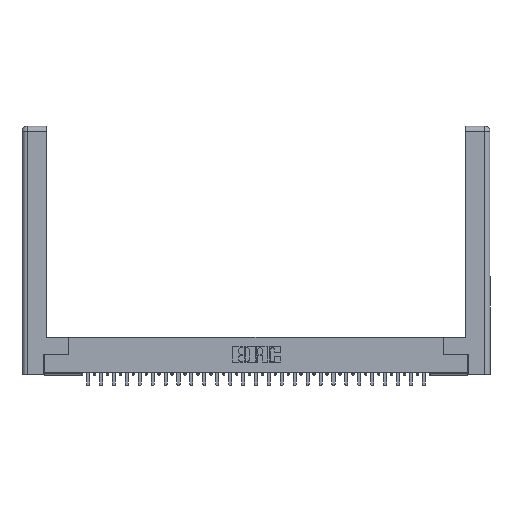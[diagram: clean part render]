
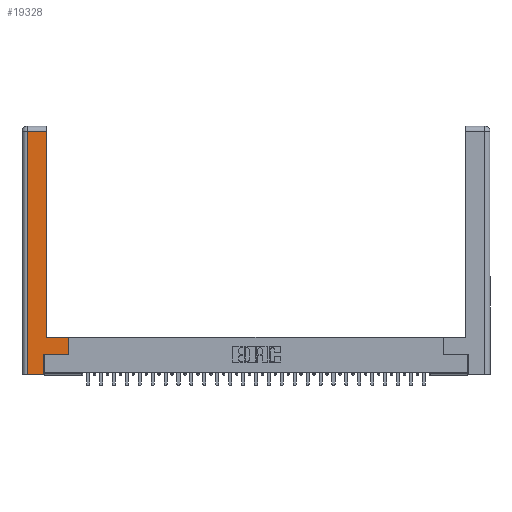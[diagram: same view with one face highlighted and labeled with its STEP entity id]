
A CAD part, top view. The second image highlights one B-rep face of the part: STEP entity #19328.
In plain terms, the highlighted planar face has unit normal (0, 0, 1).
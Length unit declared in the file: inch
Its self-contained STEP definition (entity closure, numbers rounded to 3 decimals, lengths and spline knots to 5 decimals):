
#832 = LINE ( 'NONE', #28800, #12288 ) ;
#986 = VERTEX_POINT ( 'NONE', #8377 ) ;
#1778 = EDGE_LOOP ( 'NONE', ( #18988, #6545, #22600, #27963, #15053, #18640, #1842, #26186 ) ) ;
#1842 = ORIENTED_EDGE ( 'NONE', *, *, #22644, .T. ) ;
#2688 = EDGE_CURVE ( 'NONE', #23055, #986, #18817, .T. ) ;
#3067 = CARTESIAN_POINT ( 'NONE',  ( 0.295, 0.45, 0. ) ) ;
#3075 = DIRECTION ( 'NONE',  ( 0., 0., -1. ) ) ;
#4711 = EDGE_CURVE ( 'NONE', #17552, #14751, #17613, .T. ) ;
#5296 = CARTESIAN_POINT ( 'NONE',  ( 0., 0., 0. ) ) ;
#5390 = DIRECTION ( 'NONE',  ( -1., 0., 0. ) ) ;
#5954 = CARTESIAN_POINT ( 'NONE',  ( 0.0615, 2.94, 0. ) ) ;
#5969 = CARTESIAN_POINT ( 'NONE',  ( 0.565, 0.245, 0. ) ) ;
#6263 = VERTEX_POINT ( 'NONE', #10577 ) ;
#6354 = VECTOR ( 'NONE', #28656, 39.37008 ) ;
#6397 = VERTEX_POINT ( 'NONE', #5954 ) ;
#6545 = ORIENTED_EDGE ( 'NONE', *, *, #28371, .T. ) ;
#6702 = DIRECTION ( 'NONE',  ( 1., 0., 0. ) ) ;
#7417 = VECTOR ( 'NONE', #6702, 39.37008 ) ;
#8292 = FACE_OUTER_BOUND ( 'NONE', #1778, .T. ) ;
#8377 = CARTESIAN_POINT ( 'NONE',  ( 0.565, 0.245, 0. ) ) ;
#8943 = VECTOR ( 'NONE', #5390, 39.37008 ) ;
#10322 = CARTESIAN_POINT ( 'NONE',  ( 0.0615, 0., 0. ) ) ;
#10577 = CARTESIAN_POINT ( 'NONE',  ( 0.565, 0.45, 0. ) ) ;
#11754 = DIRECTION ( 'NONE',  ( 0., 1., 0. ) ) ;
#11914 = CARTESIAN_POINT ( 'NONE',  ( 0.295, 3., 0. ) ) ;
#12288 = VECTOR ( 'NONE', #15074, 39.37008 ) ;
#12863 = LINE ( 'NONE', #13245, #29716 ) ;
#13245 = CARTESIAN_POINT ( 'NONE',  ( 0.0615, 0., 0. ) ) ;
#13388 = EDGE_CURVE ( 'NONE', #17016, #27242, #19499, .T. ) ;
#14751 = VERTEX_POINT ( 'NONE', #17467 ) ;
#15053 = ORIENTED_EDGE ( 'NONE', *, *, #18570, .T. ) ;
#15074 = DIRECTION ( 'NONE',  ( 0., 1., 0. ) ) ;
#15630 = DIRECTION ( 'NONE',  ( 1., 0., 0. ) ) ;
#16303 = VECTOR ( 'NONE', #11754, 39.37008 ) ;
#16500 = CARTESIAN_POINT ( 'NONE',  ( 0.265, 0., 0. ) ) ;
#16528 = CARTESIAN_POINT ( 'NONE',  ( 0.265, 0.245, 0. ) ) ;
#16724 = PLANE ( 'NONE',  #25202 ) ;
#17016 = VERTEX_POINT ( 'NONE', #28898 ) ;
#17108 = CARTESIAN_POINT ( 'NONE',  ( 0.0615, 2.94, 0. ) ) ;
#17467 = CARTESIAN_POINT ( 'NONE',  ( 0.265, 0., 0. ) ) ;
#17552 = VERTEX_POINT ( 'NONE', #10322 ) ;
#17613 = LINE ( 'NONE', #16500, #28374 ) ;
#18570 = EDGE_CURVE ( 'NONE', #14751, #23055, #23134, .T. ) ;
#18640 = ORIENTED_EDGE ( 'NONE', *, *, #2688, .T. ) ;
#18817 = LINE ( 'NONE', #5969, #7417 ) ;
#18988 = ORIENTED_EDGE ( 'NONE', *, *, #13388, .T. ) ;
#19051 = DIRECTION ( 'NONE',  ( -1., 0., 0. ) ) ;
#19328 = ADVANCED_FACE ( 'NONE', ( #8292 ), #16724, .F. ) ;
#19499 = LINE ( 'NONE', #11914, #25572 ) ;
#21107 = LINE ( 'NONE', #3067, #8943 ) ;
#22600 = ORIENTED_EDGE ( 'NONE', *, *, #25301, .T. ) ;
#22644 = EDGE_CURVE ( 'NONE', #986, #6263, #832, .T. ) ;
#23055 = VERTEX_POINT ( 'NONE', #16528 ) ;
#23134 = LINE ( 'NONE', #25509, #16303 ) ;
#23553 = DIRECTION ( 'NONE',  ( 0., 1., 0. ) ) ;
#25202 = AXIS2_PLACEMENT_3D ( 'NONE', #5296, #3075, #19051 ) ;
#25301 = EDGE_CURVE ( 'NONE', #6397, #17552, #12863, .T. ) ;
#25509 = CARTESIAN_POINT ( 'NONE',  ( 0.265, 0.245, 0. ) ) ;
#25572 = VECTOR ( 'NONE', #23553, 39.37008 ) ;
#25614 = EDGE_CURVE ( 'NONE', #6263, #17016, #21107, .T. ) ;
#26186 = ORIENTED_EDGE ( 'NONE', *, *, #25614, .T. ) ;
#26527 = CARTESIAN_POINT ( 'NONE',  ( 0.295, 2.94, 0. ) ) ;
#27242 = VERTEX_POINT ( 'NONE', #26527 ) ;
#27963 = ORIENTED_EDGE ( 'NONE', *, *, #4711, .T. ) ;
#28371 = EDGE_CURVE ( 'NONE', #27242, #6397, #29213, .T. ) ;
#28374 = VECTOR ( 'NONE', #15630, 39.37008 ) ;
#28656 = DIRECTION ( 'NONE',  ( -1., 0., 0. ) ) ;
#28800 = CARTESIAN_POINT ( 'NONE',  ( 0.565, 0.45, 0. ) ) ;
#28898 = CARTESIAN_POINT ( 'NONE',  ( 0.295, 0.45, 0. ) ) ;
#29213 = LINE ( 'NONE', #17108, #6354 ) ;
#29275 = DIRECTION ( 'NONE',  ( 0., -1., 0. ) ) ;
#29716 = VECTOR ( 'NONE', #29275, 39.37008 ) ;
